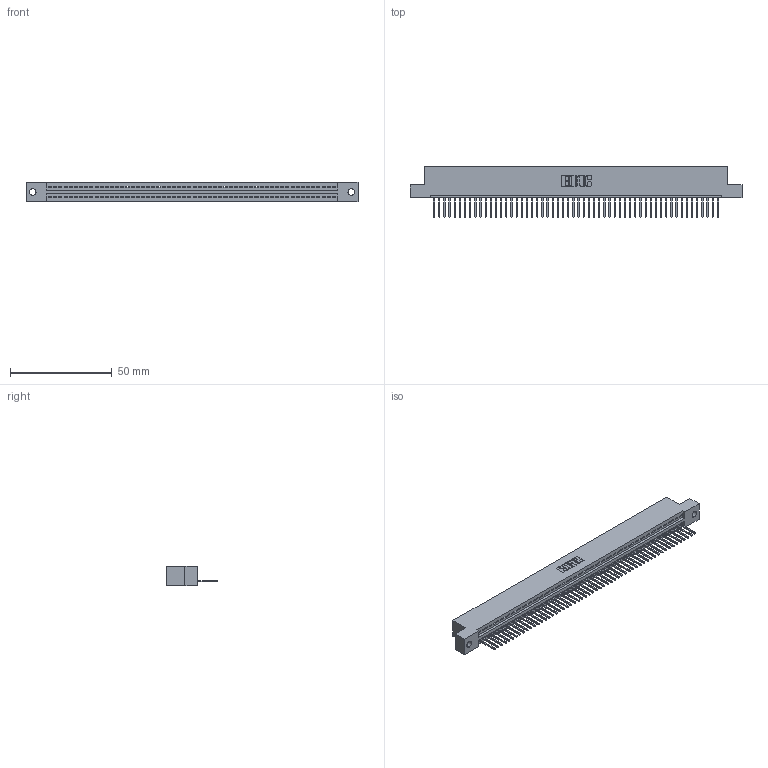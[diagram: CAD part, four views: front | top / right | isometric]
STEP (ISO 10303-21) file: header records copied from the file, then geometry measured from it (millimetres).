
FILE_DESCRIPTION (( 'STEP AP203' ), '1' );
FILE_NAME ('345-056-523-102.STEP', '2019-10-10T05:45:10', ( '' ), ( '' ), 'SwSTEP 2.0', 'SolidWorks 2016', '' );
FILE_SCHEMA (( 'CONFIG_CONTROL_DESIGN' ));
Length unit declared in the file: inch
Products named in the file (3): 345-056-523-102; 345-292-001_345-293-123; 345 Part_Flush Mounting Lugs - 0.128 Dia
Assembly tree (57 placements, depth 2):
  345-056-523-102
    345 Part_Flush Mounting Lugs - 0.128 Dia
    345-292-001_345-293-123  x56
Bounding box: 163.45 x 24.82 x 9.4 mm (x, y, z)
Volume: 15580.9 mm3; surface area: 20685.4 mm2
Topology: 57 solids, 57 shells, 3374 faces, 10197 edges, 6722 vertices
Faces by surface type: plane 2320, cylinder 1054
Entity records: 40283 total; most frequent: CARTESIAN_POINT 6984, ORIENTED_EDGE 6974, DIRECTION 6079, EDGE_CURVE 3487, VECTOR 3131, LINE 3131, VERTEX_POINT 2322, AXIS2_PLACEMENT_3D 1474
